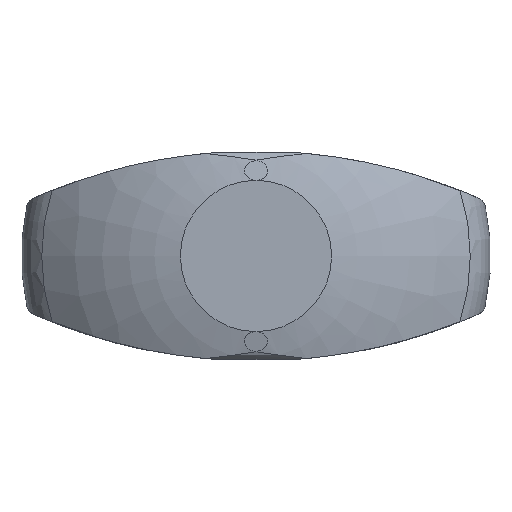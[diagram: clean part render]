
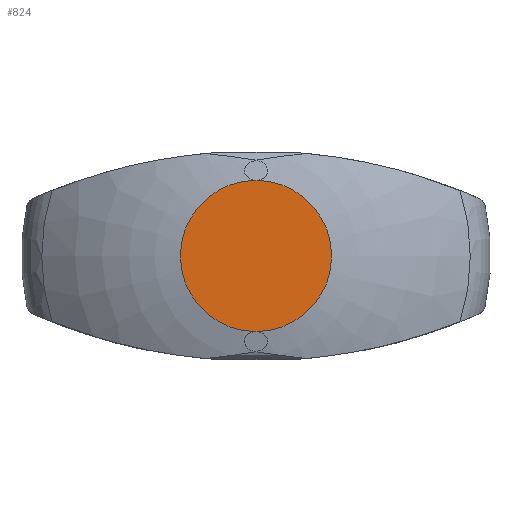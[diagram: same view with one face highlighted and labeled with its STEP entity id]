
A CAD part, top view. The second image highlights one B-rep face of the part: STEP entity #824.
In plain terms, the highlighted planar face has unit normal (0, 0, 1).
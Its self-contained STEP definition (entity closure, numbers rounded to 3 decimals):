
#794=VERTEX_POINT('',#2113);
#824=ADVANCED_FACE('',(#2145),#2146,.T.);
#1124=VERTEX_POINT('',#2470);
#1360=EDGE_CURVE('',#794,#1124,#2727,.T.);
#1648=EDGE_CURVE('',#1124,#794,#3046,.T.);
#2113=CARTESIAN_POINT('',(0.0,-5.8,31.));
#2145=FACE_OUTER_BOUND('',#3812,.T.);
#2146=PLANE('',#3813);
#2470=CARTESIAN_POINT('',(0.0,5.8,31.));
#2727=CIRCLE('',#5364,5.8);
#3046=CIRCLE('',#6232,5.8);
#3812=EDGE_LOOP('',(#7464,#7465));
#3813=AXIS2_PLACEMENT_3D('',#7466,#7467,#7468);
#5364=AXIS2_PLACEMENT_3D('',#8064,#8065,#8066);
#6232=AXIS2_PLACEMENT_3D('',#8456,#8457,#8458);
#7464=ORIENTED_EDGE('',*,*,#1360,.F.);
#7465=ORIENTED_EDGE('',*,*,#1648,.F.);
#7466=CARTESIAN_POINT('',(-2.9,0.,31.0));
#7467=DIRECTION('',(-0.0,0.,1.0));
#7468=DIRECTION('',(1.0,0.0,0.0));
#8064=CARTESIAN_POINT('',(0.0,0.,31.0));
#8065=DIRECTION('',(-0.0,0.,-1.0));
#8066=DIRECTION('',(-1.0,0.0,0.0));
#8456=CARTESIAN_POINT('',(0.0,0.,31.0));
#8457=DIRECTION('',(-0.0,0.,-1.0));
#8458=DIRECTION('',(-1.0,0.0,0.0));
